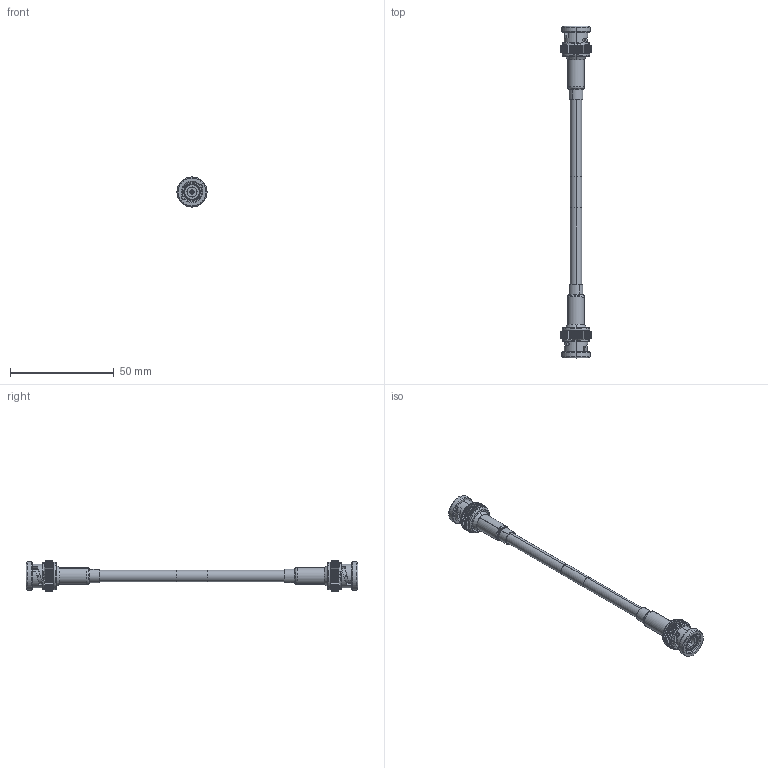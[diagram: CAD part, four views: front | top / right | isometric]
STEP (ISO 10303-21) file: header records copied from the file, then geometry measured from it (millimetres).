
FILE_DESCRIPTION (( 'STEP AP214' ), '1' );
FILE_NAME ('FMC00004_3D.STEP', '2021-11-04T17:34:12', ( '' ), ( '' ), 'SwSTEP 2.0', 'SolidWorks 2021', '' );
FILE_SCHEMA (( 'AUTOMOTIVE_DESIGN' ));
Length unit declared in the file: inch
Products named in the file (4): FMC00004_3D; CA-240-MA1_.75" Long; RG223_with label; SC6023_Crimped
Assembly tree (5 placements, depth 2):
  FMC00004_3D
    RG223_with label
    SC6023_Crimped  x2
    CA-240-MA1_.75" Long  x2
Bounding box: 14.46 x 159.64 x 14.46 mm (x, y, z)
Volume: 6491.5 mm3; surface area: 10115.5 mm2
Topology: 8 solids, 8 shells, 1060 faces, 2482 edges, 1464 vertices
Faces by surface type: plane 376, cylinder 326, cone 306, bspline 36, torus 16
Entity records: 18660 total; most frequent: CARTESIAN_POINT 6573, ORIENTED_EDGE 2500, DIRECTION 2357, EDGE_CURVE 1250, AXIS2_PLACEMENT_3D 974, VERTEX_POINT 738, EDGE_LOOP 558, FACE_OUTER_BOUND 535
